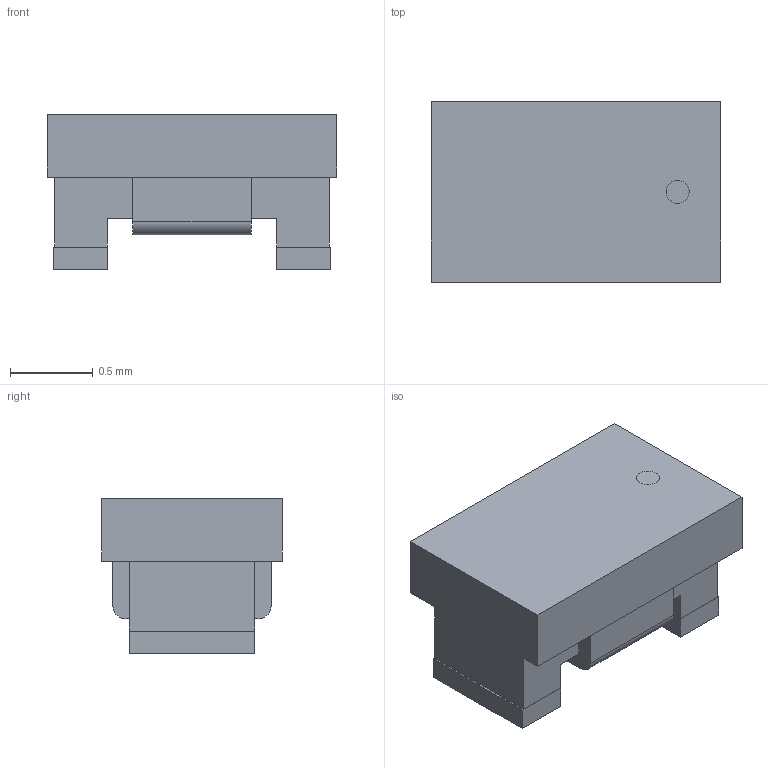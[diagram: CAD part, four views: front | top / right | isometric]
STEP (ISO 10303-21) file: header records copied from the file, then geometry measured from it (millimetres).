
FILE_DESCRIPTION(/* description */ (''),/* implementation_level */ '2;1');
FILE_NAME(/* name */ 'IND_COILCRAFT_0603HP.stp',/* time_stamp */ '2017-02-08T12:36:02+01:00',/* author */ ('jchouvet'),/* organization */ ('SolidWorks'),/* preprocessor_version */ 'ST-DEVELOPER v16.1',/* originating_system */ 'AutoCAD Mechanical',/* authorisation */ '');
FILE_SCHEMA (('AUTOMOTIVE_DESIGN { 1 0 10303 214 3 1 1 }'));
Length unit declared in the file: millimetre
Products named in the file (1): Product
Bounding box: 1.75 x 1.09 x 0.94 mm (x, y, z)
Volume: 1.3 mm3; surface area: 13.5 mm2
Topology: 7 solids, 7 shells, 47 faces, 96 edges, 64 vertices
Faces by surface type: plane 43, cylinder 4
Full cylindrical faces by diameter (mm): 0.14 x2
Entity records: 1262 total; most frequent: CARTESIAN_POINT 206, DIRECTION 198, ORIENTED_EDGE 188, EDGE_CURVE 94, LINE 86, VECTOR 86, VERTEX_POINT 64, AXIS2_PLACEMENT_3D 56
